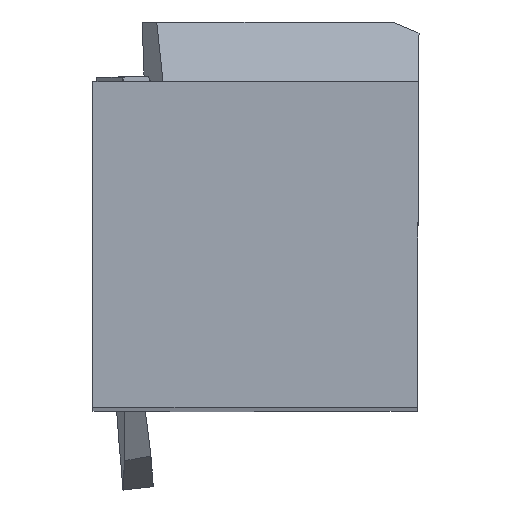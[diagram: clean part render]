
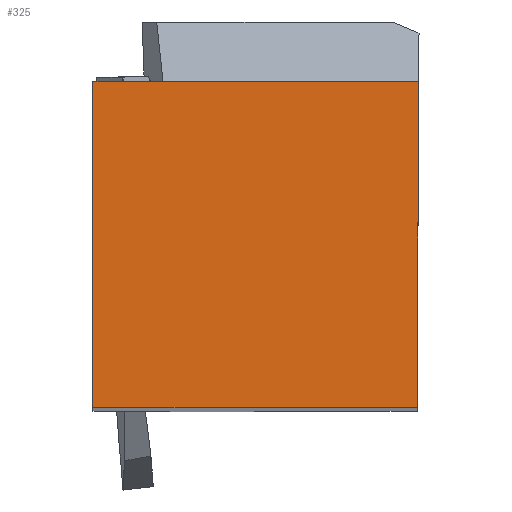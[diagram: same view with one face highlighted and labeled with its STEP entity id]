
A CAD part, top view. The second image highlights one B-rep face of the part: STEP entity #325.
In plain terms, the highlighted planar face has unit normal (0, 0, 1).
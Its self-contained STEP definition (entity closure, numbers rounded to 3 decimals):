
#325=ADVANCED_FACE('BLANK_BOXF006',(#500),#443,.F.);
#443=PLANE('',#2240);
#500=FACE_OUTER_BOUND('',#619,.T.);
#619=EDGE_LOOP('',(#790,#791,#792,#793));
#790=ORIENTED_EDGE('',*,*,#1567,.T.);
#791=ORIENTED_EDGE('',*,*,#1555,.T.);
#792=ORIENTED_EDGE('',*,*,#1542,.T.);
#793=ORIENTED_EDGE('',*,*,#1569,.F.);
#1353=VERTEX_POINT('',#3016);
#1354=VERTEX_POINT('',#3018);
#1361=VERTEX_POINT('',#3041);
#1367=VERTEX_POINT('',#3064);
#1542=EDGE_CURVE('',#1354,#1353,#1846,.T.);
#1555=EDGE_CURVE('',#1361,#1354,#1858,.T.);
#1567=EDGE_CURVE('',#1367,#1361,#1868,.T.);
#1569=EDGE_CURVE('',#1367,#1353,#1870,.T.);
#1846=LINE('',#3017,#2002);
#1858=LINE('',#3040,#2014);
#1868=LINE('',#3063,#2024);
#1870=LINE('',#3067,#2026);
#2002=VECTOR('',#2449,1.);
#2014=VECTOR('',#2469,1.);
#2024=VECTOR('',#2493,1.);
#2026=VECTOR('',#2497,1.);
#2240=AXIS2_PLACEMENT_3D('',#3068,#2498,#2499);
#2449=DIRECTION('',(0.005,1.,0.));
#2469=DIRECTION('',(1.,0.,0.));
#2493=DIRECTION('',(0.,-1.,0.));
#2497=DIRECTION('',(1.,0.,0.));
#2498=DIRECTION('',(0.,0.,-1.));
#2499=DIRECTION('',(1.,0.,0.));
#3016=CARTESIAN_POINT('',(0.,15.9,0.));
#3017=CARTESIAN_POINT('',(0.016,18.885,0.));
#3018=CARTESIAN_POINT('',(-0.083,0.,0.));
#3040=CARTESIAN_POINT('',(-32.,0.,0.));
#3041=CARTESIAN_POINT('',(-15.9,0.,0.));
#3063=CARTESIAN_POINT('',(-15.9,19.,0.));
#3064=CARTESIAN_POINT('',(-15.9,15.9,0.));
#3067=CARTESIAN_POINT('',(-32.,15.9,0.));
#3068=CARTESIAN_POINT('',(-21.9,19.,0.));
